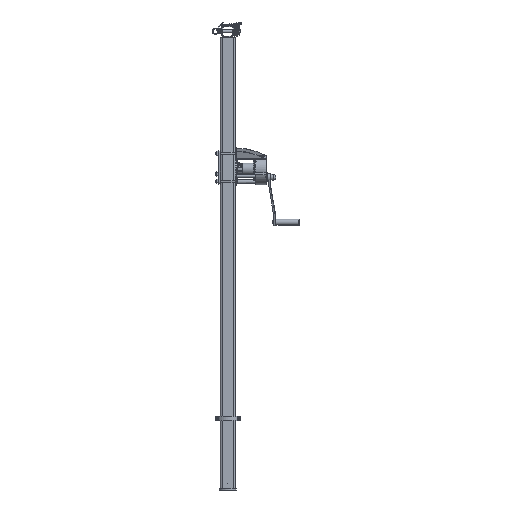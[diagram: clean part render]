
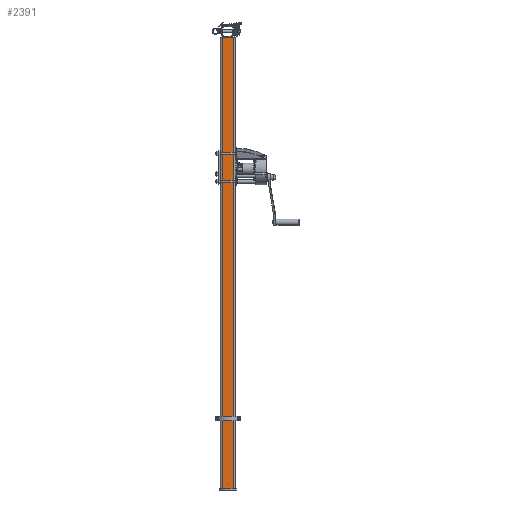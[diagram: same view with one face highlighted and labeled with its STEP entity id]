
A CAD part, left-side view. The second image highlights one B-rep face of the part: STEP entity #2391.
In plain terms, the highlighted planar face has unit normal (-1, 0, 0).
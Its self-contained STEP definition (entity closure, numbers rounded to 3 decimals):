
#2391=ADVANCED_FACE('',(#4720),#4721,.T.);
#4720=FACE_OUTER_BOUND('',#7739,.T.);
#4721=PLANE('',#7740);
#7739=EDGE_LOOP('',(#12517,#12518,#12519,#12520));
#7740=AXIS2_PLACEMENT_3D('',#12521,#12522,#12523);
#12517=ORIENTED_EDGE('',*,*,#15517,.T.);
#12518=ORIENTED_EDGE('',*,*,#15091,.T.);
#12519=ORIENTED_EDGE('',*,*,#15801,.F.);
#12520=ORIENTED_EDGE('',*,*,#15802,.F.);
#12521=CARTESIAN_POINT('',(1552.685,88.549,-28.));
#12522=DIRECTION('',(-1.,0.,0.));
#12523=DIRECTION('',(0.,0.,1.));
#15091=EDGE_CURVE('',#18000,#18002,#18004,.T.);
#15517=EDGE_CURVE('',#18607,#18000,#18608,.T.);
#15801=EDGE_CURVE('',#18959,#18002,#18960,.T.);
#15802=EDGE_CURVE('',#18607,#18959,#18961,.T.);
#18000=VERTEX_POINT('',#25667);
#18002=VERTEX_POINT('',#25669);
#18004=LINE('',#25671,#25672);
#18607=VERTEX_POINT('',#28656);
#18608=LINE('',#28657,#28658);
#18959=VERTEX_POINT('',#29619);
#18960=LINE('',#29620,#29621);
#18961=LINE('',#29622,#29623);
#25667=CARTESIAN_POINT('',(1552.685,88.549,-28.));
#25669=CARTESIAN_POINT('',(1552.685,88.549,-2378.));
#25671=CARTESIAN_POINT('',(1552.685,88.549,-28.));
#25672=VECTOR('',#31501,1.);
#28656=CARTESIAN_POINT('',(1552.685,33.549,-28.));
#28657=CARTESIAN_POINT('',(1552.685,21.049,-28.));
#28658=VECTOR('',#32007,1.);
#29619=CARTESIAN_POINT('',(1552.685,33.549,-2378.));
#29620=CARTESIAN_POINT('',(1552.685,21.049,-2378.));
#29621=VECTOR('',#32295,1.);
#29622=CARTESIAN_POINT('',(1552.685,33.549,-28.));
#29623=VECTOR('',#32296,1.);
#31501=DIRECTION('',(0.,0.,-1.));
#32007=DIRECTION('',(0.,1.,0.));
#32295=DIRECTION('',(0.,1.,0.));
#32296=DIRECTION('',(0.,0.,-1.));
